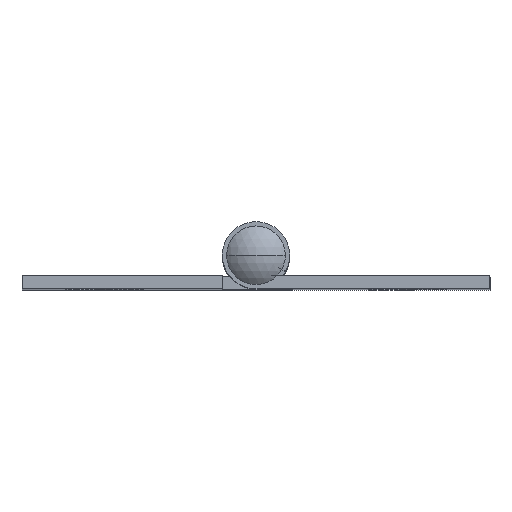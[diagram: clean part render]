
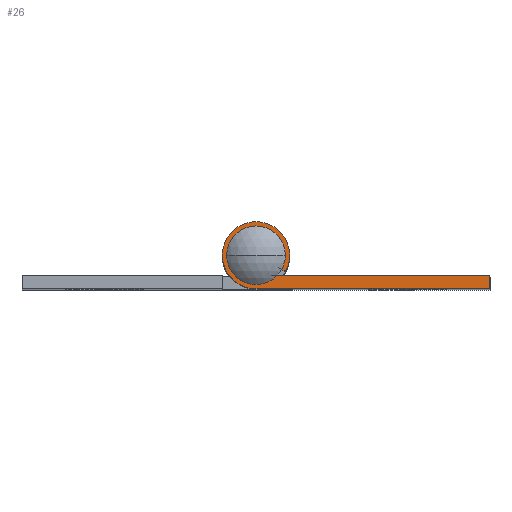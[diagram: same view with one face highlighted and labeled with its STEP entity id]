
A CAD part, top view. The second image highlights one B-rep face of the part: STEP entity #26.
In plain terms, the highlighted face is planar.
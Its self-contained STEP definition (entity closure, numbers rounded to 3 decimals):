
#26 = ADVANCED_FACE ( 'NONE', ( #1725 ), #503, .F. ) ;
#42 = VERTEX_POINT ( 'NONE', #491 ) ;
#45 = CIRCLE ( 'NONE', #1015, 3.571 ) ;
#57 = CARTESIAN_POINT ( 'NONE',  ( -2.55, 1.6, -50. ) ) ;
#73 = DIRECTION ( 'NONE',  ( -1., 0., 0. ) ) ;
#182 = CARTESIAN_POINT ( 'NONE',  ( 0., 0., -50. ) ) ;
#212 = ORIENTED_EDGE ( 'NONE', *, *, #2468, .F. ) ;
#229 = ORIENTED_EDGE ( 'NONE', *, *, #1443, .F. ) ;
#309 = ORIENTED_EDGE ( 'NONE', *, *, #3058, .F. ) ;
#361 = CIRCLE ( 'NONE', #420, 4.1 ) ;
#368 = CARTESIAN_POINT ( 'NONE',  ( -3.579, 2.1, -50. ) ) ;
#420 = AXIS2_PLACEMENT_3D ( 'NONE', #1343, #1875, #2339 ) ;
#458 = VECTOR ( 'NONE', #73, 1000. ) ;
#491 = CARTESIAN_POINT ( 'NONE',  ( 0., 0., -50. ) ) ;
#503 = PLANE ( 'NONE',  #2683 ) ;
#504 = CARTESIAN_POINT ( 'NONE',  ( -28.5, 1.6, -50. ) ) ;
#535 = ORIENTED_EDGE ( 'NONE', *, *, #1521, .F. ) ;
#548 = VECTOR ( 'NONE', #3225, 1000. ) ;
#619 = EDGE_CURVE ( 'NONE', #2962, #2205, #3244, .T. ) ;
#749 = DIRECTION ( 'NONE',  ( 0., 0., 1. ) ) ;
#944 = LINE ( 'NONE', #1579, #458 ) ;
#962 = VECTOR ( 'NONE', #1562, 1000. ) ;
#997 = VERTEX_POINT ( 'NONE', #1493 ) ;
#1015 = AXIS2_PLACEMENT_3D ( 'NONE', #1369, #2660, #2632 ) ;
#1075 = CARTESIAN_POINT ( 'NONE',  ( 0., 4.1, -50. ) ) ;
#1098 = CARTESIAN_POINT ( 'NONE',  ( -4.1, 4.1, -50. ) ) ;
#1129 = ORIENTED_EDGE ( 'NONE', *, *, #1251, .F. ) ;
#1138 = CARTESIAN_POINT ( 'NONE',  ( 0., 4.1, -50. ) ) ;
#1229 = VECTOR ( 'NONE', #2622, 1000. ) ;
#1237 = VERTEX_POINT ( 'NONE', #1372 ) ;
#1251 = EDGE_CURVE ( 'NONE', #2205, #42, #2878, .T. ) ;
#1343 = CARTESIAN_POINT ( 'NONE',  ( 0., 4.1, -50. ) ) ;
#1369 = CARTESIAN_POINT ( 'NONE',  ( 0., 4.1, -50. ) ) ;
#1372 = CARTESIAN_POINT ( 'NONE',  ( -3.579, 2.1, -50. ) ) ;
#1443 = EDGE_CURVE ( 'NONE', #42, #2933, #1620, .T. ) ;
#1484 = EDGE_CURVE ( 'NONE', #1237, #1505, #2667, .T. ) ;
#1493 = CARTESIAN_POINT ( 'NONE',  ( 3.571, 4.1, -50. ) ) ;
#1505 = VERTEX_POINT ( 'NONE', #2892 ) ;
#1521 = EDGE_CURVE ( 'NONE', #1505, #1992, #45, .T. ) ;
#1562 = DIRECTION ( 'NONE',  ( 0., -1., 0. ) ) ;
#1579 = CARTESIAN_POINT ( 'NONE',  ( -28.5, 1.6, -50. ) ) ;
#1620 = CIRCLE ( 'NONE', #2019, 4.1 ) ;
#1631 = DIRECTION ( 'NONE',  ( 0., 0., 1. ) ) ;
#1687 = CIRCLE ( 'NONE', #1763, 3.571 ) ;
#1693 = VERTEX_POINT ( 'NONE', #1098 ) ;
#1713 = CIRCLE ( 'NONE', #2015, 4.1 ) ;
#1725 = FACE_OUTER_BOUND ( 'NONE', #2461, .T. ) ;
#1743 = VERTEX_POINT ( 'NONE', #57 ) ;
#1748 = CARTESIAN_POINT ( 'NONE',  ( 0., 4.1, -50. ) ) ;
#1763 = AXIS2_PLACEMENT_3D ( 'NONE', #1906, #1891, #2139 ) ;
#1785 = ORIENTED_EDGE ( 'NONE', *, *, #1983, .F. ) ;
#1817 = EDGE_CURVE ( 'NONE', #1693, #1237, #1713, .T. ) ;
#1840 = DIRECTION ( 'NONE',  ( 1., 0., 0. ) ) ;
#1875 = DIRECTION ( 'NONE',  ( 0., 0., 1. ) ) ;
#1891 = DIRECTION ( 'NONE',  ( 0., 0., -1. ) ) ;
#1906 = CARTESIAN_POINT ( 'NONE',  ( 0., 4.1, -50. ) ) ;
#1925 = ORIENTED_EDGE ( 'NONE', *, *, #2039, .F. ) ;
#1979 = DIRECTION ( 'NONE',  ( 1., 0., 0. ) ) ;
#1983 = EDGE_CURVE ( 'NONE', #1992, #997, #2894, .T. ) ;
#1992 = VERTEX_POINT ( 'NONE', #2584 ) ;
#2015 = AXIS2_PLACEMENT_3D ( 'NONE', #1138, #1631, #2643 ) ;
#2019 = AXIS2_PLACEMENT_3D ( 'NONE', #1748, #3238, #1979 ) ;
#2039 = EDGE_CURVE ( 'NONE', #2933, #1693, #361, .T. ) ;
#2118 = AXIS2_PLACEMENT_3D ( 'NONE', #1075, #2575, #1840 ) ;
#2139 = DIRECTION ( 'NONE',  ( 1., 0., 0. ) ) ;
#2178 = ORIENTED_EDGE ( 'NONE', *, *, #619, .F. ) ;
#2205 = VERTEX_POINT ( 'NONE', #2929 ) ;
#2269 = CARTESIAN_POINT ( 'NONE',  ( 0., 4.1, -50. ) ) ;
#2339 = DIRECTION ( 'NONE',  ( 1., 0., 0. ) ) ;
#2461 = EDGE_LOOP ( 'NONE', ( #535, #2803, #2854, #1925, #229, #1129, #2178, #309, #212, #1785 ) ) ;
#2468 = EDGE_CURVE ( 'NONE', #997, #1743, #1687, .T. ) ;
#2539 = DIRECTION ( 'NONE',  ( 1., 0., 0. ) ) ;
#2575 = DIRECTION ( 'NONE',  ( 0., 0., -1. ) ) ;
#2582 = CARTESIAN_POINT ( 'NONE',  ( -28.5, 0., -50. ) ) ;
#2584 = CARTESIAN_POINT ( 'NONE',  ( -3.571, 4.1, -50. ) ) ;
#2622 = DIRECTION ( 'NONE',  ( 0.873, 0.488, 0. ) ) ;
#2632 = DIRECTION ( 'NONE',  ( 1., 0., 0. ) ) ;
#2643 = DIRECTION ( 'NONE',  ( 1., 0., 0. ) ) ;
#2660 = DIRECTION ( 'NONE',  ( 0., 0., -1. ) ) ;
#2667 = LINE ( 'NONE', #368, #1229 ) ;
#2683 = AXIS2_PLACEMENT_3D ( 'NONE', #2269, #749, #2539 ) ;
#2803 = ORIENTED_EDGE ( 'NONE', *, *, #1484, .F. ) ;
#2854 = ORIENTED_EDGE ( 'NONE', *, *, #1817, .F. ) ;
#2878 = LINE ( 'NONE', #182, #548 ) ;
#2892 = CARTESIAN_POINT ( 'NONE',  ( -3.117, 2.358, -50. ) ) ;
#2894 = CIRCLE ( 'NONE', #2118, 3.571 ) ;
#2929 = CARTESIAN_POINT ( 'NONE',  ( -28.5, 0., -50. ) ) ;
#2933 = VERTEX_POINT ( 'NONE', #3277 ) ;
#2962 = VERTEX_POINT ( 'NONE', #504 ) ;
#3058 = EDGE_CURVE ( 'NONE', #1743, #2962, #944, .T. ) ;
#3225 = DIRECTION ( 'NONE',  ( 1., 0., 0. ) ) ;
#3238 = DIRECTION ( 'NONE',  ( 0., 0., 1. ) ) ;
#3244 = LINE ( 'NONE', #2582, #962 ) ;
#3277 = CARTESIAN_POINT ( 'NONE',  ( 4.1, 4.1, -50. ) ) ;
